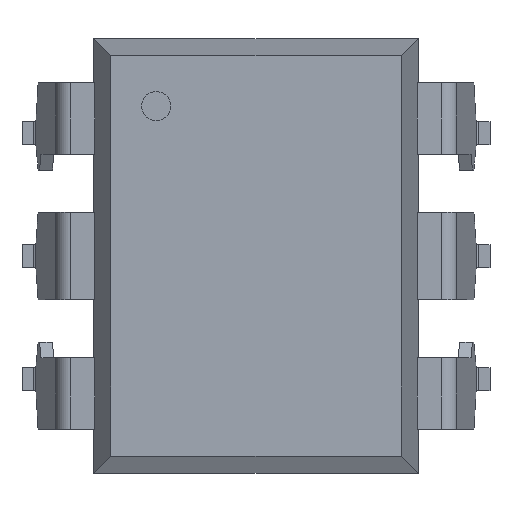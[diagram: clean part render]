
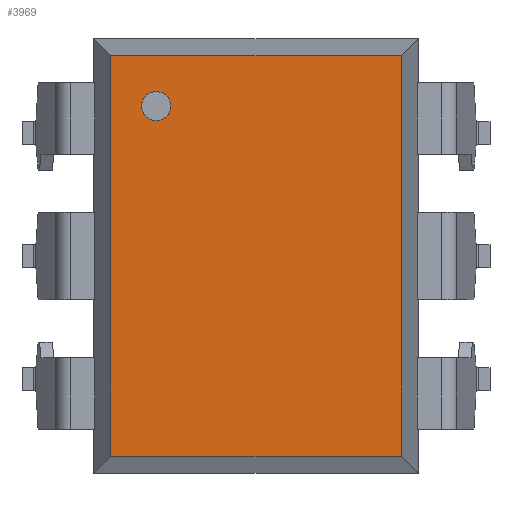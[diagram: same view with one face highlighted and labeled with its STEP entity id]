
A CAD part, top view. The second image highlights one B-rep face of the part: STEP entity #3969.
In plain terms, the highlighted planar face has unit normal (0, 0, 1).
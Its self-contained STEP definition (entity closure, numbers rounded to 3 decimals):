
#3702 = VERTEX_POINT('',#3703);
#3703 = CARTESIAN_POINT('',(-2.238,2.932,5.14));
#3709 = EDGE_CURVE('',#3710,#3702,#3712,.T.);
#3710 = VERTEX_POINT('',#3711);
#3711 = CARTESIAN_POINT('',(-1.669,2.932,5.14));
#3712 = CIRCLE('',#3713,0.285);
#3713 = AXIS2_PLACEMENT_3D('',#3714,#3715,#3716);
#3714 = CARTESIAN_POINT('',(-1.954,2.932,5.14));
#3715 = DIRECTION('',(0.,0.,1.));
#3716 = DIRECTION('',(-1.,0.,0.));
#3879 = VERTEX_POINT('',#3880);
#3880 = CARTESIAN_POINT('',(-2.842,3.922,5.14));
#3886 = EDGE_CURVE('',#3887,#3879,#3889,.T.);
#3887 = VERTEX_POINT('',#3888);
#3888 = CARTESIAN_POINT('',(2.842,3.922,5.14));
#3889 = LINE('',#3890,#3891);
#3890 = CARTESIAN_POINT('',(-3.175,3.922,5.14));
#3891 = VECTOR('',#3892,1.);
#3892 = DIRECTION('',(-1.,0.,0.));
#3910 = VERTEX_POINT('',#3911);
#3911 = CARTESIAN_POINT('',(-2.842,-3.922,5.14));
#3917 = EDGE_CURVE('',#3879,#3910,#3918,.T.);
#3918 = LINE('',#3919,#3920);
#3919 = CARTESIAN_POINT('',(-2.842,-4.255,5.14));
#3920 = VECTOR('',#3921,1.);
#3921 = DIRECTION('',(0.,-1.,0.));
#3934 = VERTEX_POINT('',#3935);
#3935 = CARTESIAN_POINT('',(2.842,-3.922,5.14));
#3941 = EDGE_CURVE('',#3910,#3934,#3942,.T.);
#3942 = LINE('',#3943,#3944);
#3943 = CARTESIAN_POINT('',(-3.175,-3.922,5.14));
#3944 = VECTOR('',#3945,1.);
#3945 = DIRECTION('',(1.,0.,0.));
#3958 = EDGE_CURVE('',#3934,#3887,#3959,.T.);
#3959 = LINE('',#3960,#3961);
#3960 = CARTESIAN_POINT('',(2.842,-4.255,5.14));
#3961 = VECTOR('',#3962,1.);
#3962 = DIRECTION('',(0.,1.,0.));
#3969 = ADVANCED_FACE('',(#3970,#3980),#3986,.T.);
#3970 = FACE_BOUND('',#3971,.T.);
#3971 = EDGE_LOOP('',(#3972,#3979));
#3972 = ORIENTED_EDGE('',*,*,#3973,.F.);
#3973 = EDGE_CURVE('',#3702,#3710,#3974,.T.);
#3974 = CIRCLE('',#3975,0.285);
#3975 = AXIS2_PLACEMENT_3D('',#3976,#3977,#3978);
#3976 = CARTESIAN_POINT('',(-1.954,2.932,5.14));
#3977 = DIRECTION('',(0.,0.,1.));
#3978 = DIRECTION('',(-1.,0.,0.));
#3979 = ORIENTED_EDGE('',*,*,#3709,.F.);
#3980 = FACE_BOUND('',#3981,.T.);
#3981 = EDGE_LOOP('',(#3982,#3983,#3984,#3985));
#3982 = ORIENTED_EDGE('',*,*,#3886,.T.);
#3983 = ORIENTED_EDGE('',*,*,#3917,.T.);
#3984 = ORIENTED_EDGE('',*,*,#3941,.T.);
#3985 = ORIENTED_EDGE('',*,*,#3958,.T.);
#3986 = PLANE('',#3987);
#3987 = AXIS2_PLACEMENT_3D('',#3988,#3989,#3990);
#3988 = CARTESIAN_POINT('',(0.,0.,5.14)
  );
#3989 = DIRECTION('',(0.,0.,1.));
#3990 = DIRECTION('',(-1.,0.,0.));
